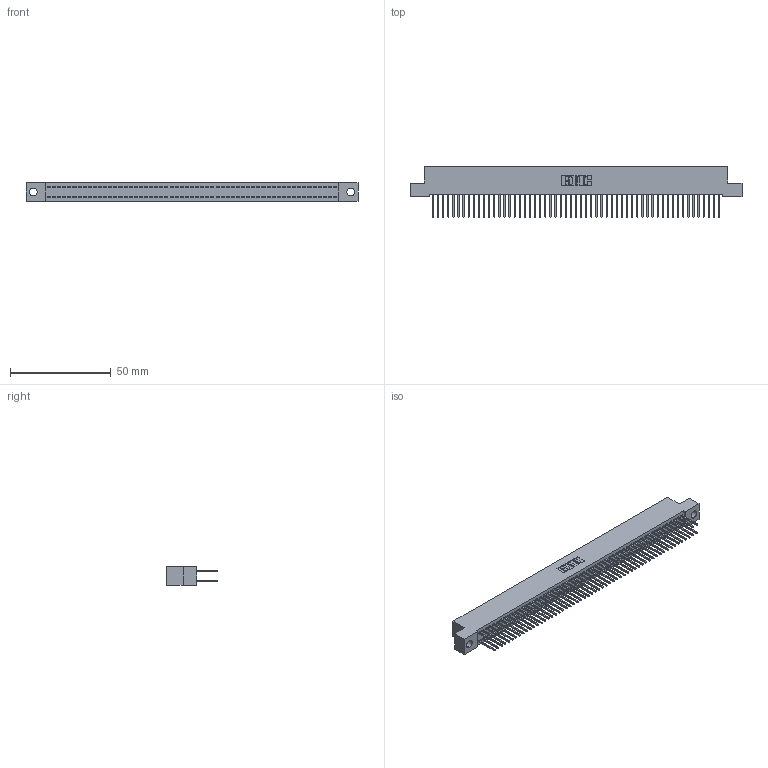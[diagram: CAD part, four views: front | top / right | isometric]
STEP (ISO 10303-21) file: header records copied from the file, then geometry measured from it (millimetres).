
FILE_DESCRIPTION (( 'STEP AP203' ), '1' );
FILE_NAME ('342-114-523-204.STEP', '2019-10-04T21:27:27', ( '' ), ( '' ), 'SwSTEP 2.0', 'SolidWorks 2016', '' );
FILE_SCHEMA (( 'CONFIG_CONTROL_DESIGN' ));
Length unit declared in the file: inch
Products named in the file (3): 342-114-523-204; 342 Part_.156 TH; 345-292-001_345-293-123
Assembly tree (115 placements, depth 2):
  342-114-523-204
    342 Part_.156 TH
    345-292-001_345-293-123  x114
Bounding box: 165.1 x 25.15 x 9.4 mm (x, y, z)
Volume: 15051.9 mm3; surface area: 25688.5 mm2
Topology: 115 solids, 115 shells, 6038 faces, 17969 edges, 11826 vertices
Faces by surface type: plane 4170, cylinder 1868
Entity records: 34619 total; most frequent: CARTESIAN_POINT 5718, ORIENTED_EDGE 5654, DIRECTION 4859, EDGE_CURVE 2827, VECTOR 2699, LINE 2699, VERTEX_POINT 1882, AXIS2_PLACEMENT_3D 1080
